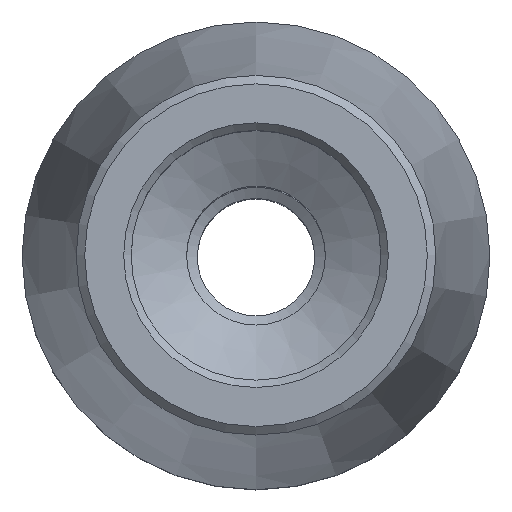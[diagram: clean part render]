
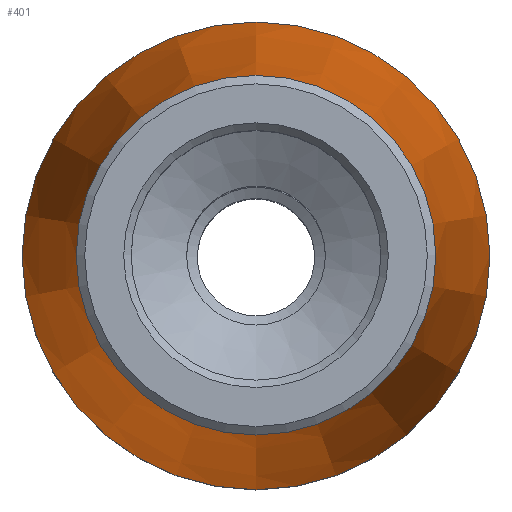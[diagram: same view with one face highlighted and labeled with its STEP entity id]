
A CAD part, top view. The second image highlights one B-rep face of the part: STEP entity #401.
In plain terms, the highlighted conical face has half-angle 8 degrees and reference radius 14.061 mm.
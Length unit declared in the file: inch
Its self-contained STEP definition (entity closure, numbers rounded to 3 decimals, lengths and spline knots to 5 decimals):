
#53=FACE_OUTER_BOUND('',#84,.T.);
#84=EDGE_LOOP('',(#332,#333,#334,#335,#336));
#109=LINE('',#715,#130);
#130=VECTOR('',#589,0.55358);
#160=CIRCLE('',#464,0.6275);
#162=CIRCLE('',#468,0.48243);
#163=CIRCLE('',#469,0.48243);
#195=VERTEX_POINT('',#707);
#196=VERTEX_POINT('',#714);
#197=VERTEX_POINT('',#716);
#241=EDGE_CURVE('',#195,#195,#160,.T.);
#244=EDGE_CURVE('',#195,#196,#109,.T.);
#245=EDGE_CURVE('',#197,#196,#162,.T.);
#246=EDGE_CURVE('',#196,#197,#163,.T.);
#332=ORIENTED_EDGE('',*,*,#241,.F.);
#333=ORIENTED_EDGE('',*,*,#244,.T.);
#334=ORIENTED_EDGE('',*,*,#245,.F.);
#335=ORIENTED_EDGE('',*,*,#246,.F.);
#336=ORIENTED_EDGE('',*,*,#244,.F.);
#378=CONICAL_SURFACE('',#467,0.55358,0.14);
#401=ADVANCED_FACE('',(#53),#378,.T.);
#464=AXIS2_PLACEMENT_3D('',#709,#580,#581);
#467=AXIS2_PLACEMENT_3D('',#713,#587,#588);
#468=AXIS2_PLACEMENT_3D('',#717,#590,#591);
#469=AXIS2_PLACEMENT_3D('',#718,#592,#593);
#580=DIRECTION('center_axis',(0.,0.,-1.));
#581=DIRECTION('ref_axis',(1.,0.,0.));
#587=DIRECTION('center_axis',(0.,0.,-1.));
#588=DIRECTION('ref_axis',(0.,1.,0.));
#589=DIRECTION('',(0.,0.139,0.99));
#590=DIRECTION('center_axis',(0.,0.,1.));
#591=DIRECTION('ref_axis',(0.,-1.,0.));
#592=DIRECTION('center_axis',(0.,0.,1.));
#593=DIRECTION('ref_axis',(0.,-1.,0.));
#707=CARTESIAN_POINT('',(0.,-0.6275,-1.052));
#709=CARTESIAN_POINT('Origin',(0.,0.,-1.052));
#713=CARTESIAN_POINT('Origin',(0.,0.,-0.526));
#714=CARTESIAN_POINT('',(0.,-0.48243,-0.01981));
#715=CARTESIAN_POINT('',(0.,-0.55358,-0.526));
#716=CARTESIAN_POINT('',(0.,0.48243,-0.01981));
#717=CARTESIAN_POINT('Origin',(0.,0.,-0.01981));
#718=CARTESIAN_POINT('Origin',(0.,0.,-0.01981));
